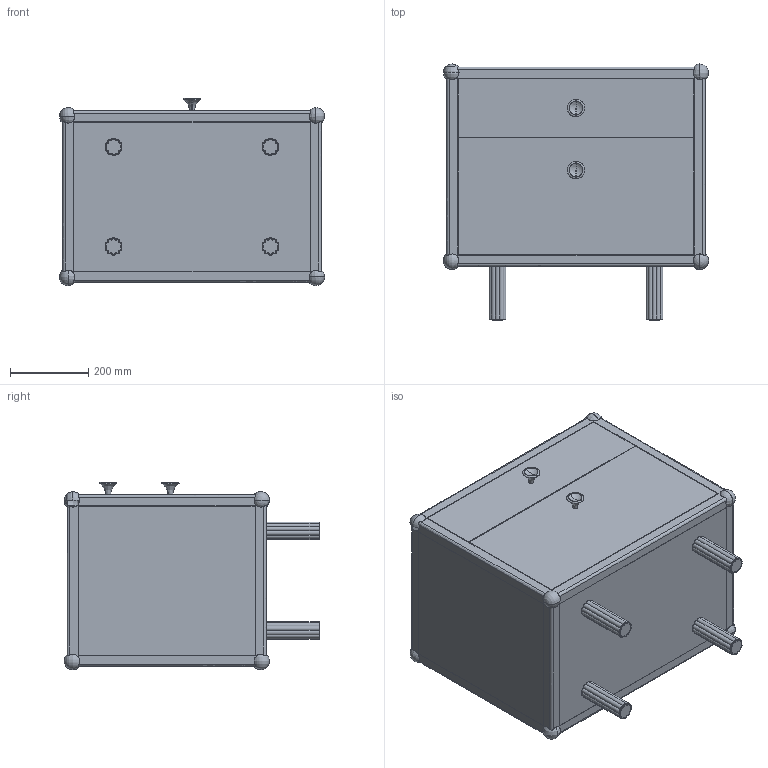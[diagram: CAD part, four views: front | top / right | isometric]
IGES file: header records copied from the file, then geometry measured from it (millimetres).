
Start section: SolidWorks IGES file using analytic representation for surfaces
Global section: file name: Lafayette Bedside Table_JMS_IGES.IGS; native system: SolidWorks 2021; preprocessor: SolidWorks 2021; author: juliamiller; date: 210409.144415; units: millimetre
Bounding box: 676.27 x 652.46 x 477.84 mm (x, y, z)
Surface area: 3765342.8 mm2 (no closed solid volume)
Topology: 0 solids, 0 shells, 304 faces, 3543 edges, 3485 vertices
Faces by surface type: bspline 220, revolution 84
